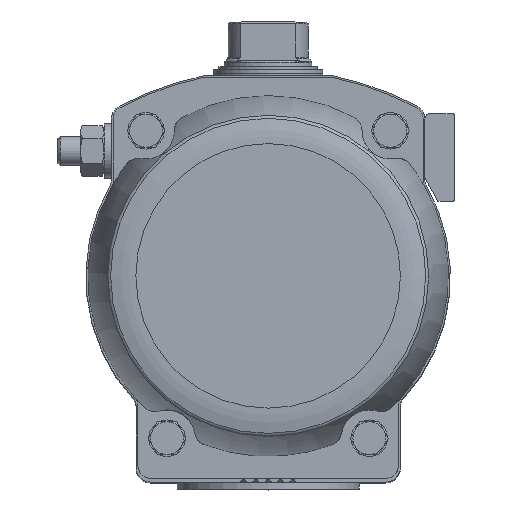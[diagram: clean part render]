
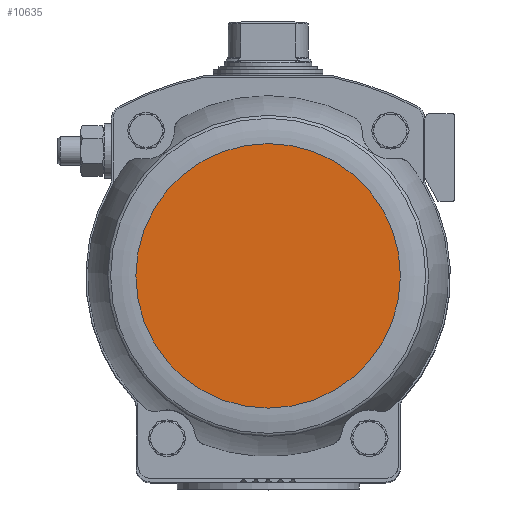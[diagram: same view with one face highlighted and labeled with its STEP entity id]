
A CAD part, top view. The second image highlights one B-rep face of the part: STEP entity #10635.
In plain terms, the highlighted planar face has unit normal (0, 0, 1).
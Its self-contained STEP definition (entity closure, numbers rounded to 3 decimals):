
#425=PLANE('',#11713);
#3760=ORIENTED_EDGE('',*,*,#6037,.T.);
#6037=EDGE_CURVE('',#7333,#7333,#8054,.T.);
#7333=VERTEX_POINT('',#17889);
#8054=CIRCLE('',#11712,72.59);
#8739=EDGE_LOOP('',(#3760));
#9662=FACE_BOUND('',#8739,.T.);
#10635=ADVANCED_FACE('',(#9662),#425,.F.);
#11712=AXIS2_PLACEMENT_3D('',#17888,#14033,#14034);
#11713=AXIS2_PLACEMENT_3D('',#17890,#14035,#14036);
#14033=DIRECTION('',(0.,0.,1.));
#14034=DIRECTION('',(1.,0.,0.));
#14035=DIRECTION('',(0.,0.,-1.));
#14036=DIRECTION('',(-1.,0.,0.));
#17888=CARTESIAN_POINT('',(0.,0.,234.8));
#17889=CARTESIAN_POINT('',(72.59,0.,234.8));
#17890=CARTESIAN_POINT('',(72.59,0.,234.8));
